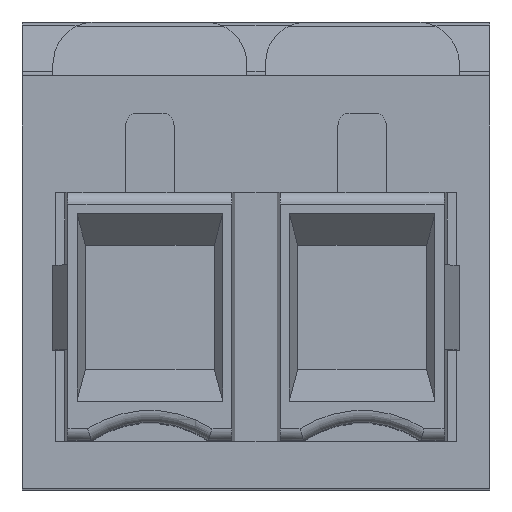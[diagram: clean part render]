
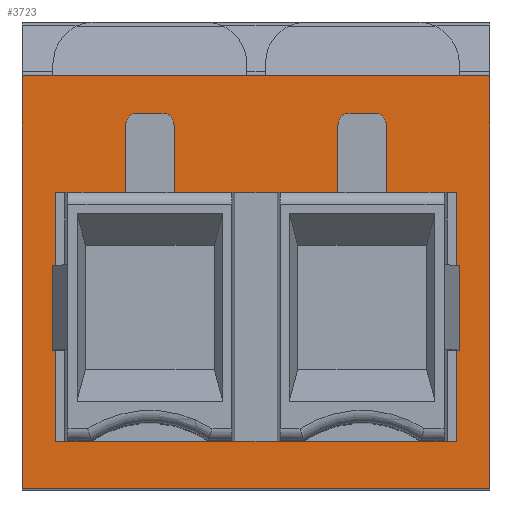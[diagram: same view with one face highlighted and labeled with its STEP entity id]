
A CAD part, top view. The second image highlights one B-rep face of the part: STEP entity #3723.
In plain terms, the highlighted planar face has unit normal (0, 0, 1).
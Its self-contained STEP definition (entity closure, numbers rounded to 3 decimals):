
#169=DIRECTION('',(0.,-1.,0.));
#170=VECTOR('',#169,6.8);
#171=CARTESIAN_POINT('',(-3.85,2.5,-6.8));
#172=LINE('',#171,#170);
#802=DIRECTION('',(0.,-1.,0.));
#803=VECTOR('',#802,6.8);
#804=CARTESIAN_POINT('',(3.85,2.5,-6.8));
#805=LINE('',#804,#803);
#840=DIRECTION('',(1.,0.,0.));
#841=VECTOR('',#840,7.7);
#842=CARTESIAN_POINT('',(-3.85,-4.3,-6.8));
#843=LINE('',#842,#841);
#844=DIRECTION('',(1.,0.,0.));
#845=VECTOR('',#844,7.7);
#846=CARTESIAN_POINT('',(-3.85,2.5,-6.8));
#847=LINE('',#846,#845);
#848=DIRECTION('',(0.,-1.,0.));
#849=VECTOR('',#848,4.1);
#850=CARTESIAN_POINT('',(-3.3,0.575,-6.8));
#851=LINE('',#850,#849);
#852=DIRECTION('',(1.,0.,0.));
#853=VECTOR('',#852,6.6);
#854=CARTESIAN_POINT('',(-3.3,-3.525,-6.8));
#855=LINE('',#854,#853);
#856=DIRECTION('',(0.,1.,0.));
#857=VECTOR('',#856,4.1);
#858=CARTESIAN_POINT('',(3.3,-3.525,-6.8));
#859=LINE('',#858,#857);
#860=DIRECTION('',(-1.,0.,0.));
#861=VECTOR('',#860,6.6);
#862=CARTESIAN_POINT('',(3.3,0.575,-6.8));
#863=LINE('',#862,#861);
#2220=CARTESIAN_POINT('',(-3.85,2.5,-6.8));
#2221=CARTESIAN_POINT('',(-3.85,-4.3,-6.8));
#2222=VERTEX_POINT('',#2220);
#2223=VERTEX_POINT('',#2221);
#2224=CARTESIAN_POINT('',(3.85,2.5,-6.8));
#2225=CARTESIAN_POINT('',(3.85,-4.3,-6.8));
#2226=VERTEX_POINT('',#2224);
#2227=VERTEX_POINT('',#2225);
#2228=CARTESIAN_POINT('',(-3.3,0.575,-6.8));
#2229=CARTESIAN_POINT('',(-3.3,-3.525,-6.8));
#2230=VERTEX_POINT('',#2228);
#2231=VERTEX_POINT('',#2229);
#2232=CARTESIAN_POINT('',(3.3,-3.525,-6.8));
#2233=VERTEX_POINT('',#2232);
#2234=CARTESIAN_POINT('',(3.3,0.575,-6.8));
#2235=VERTEX_POINT('',#2234);
#3701=CARTESIAN_POINT('',(-3.85,2.5,-6.8));
#3702=DIRECTION('',(0.,0.,1.));
#3703=DIRECTION('',(0.,-1.,0.));
#3704=AXIS2_PLACEMENT_3D('',#3701,#3702,#3703);
#3705=PLANE('',#3704);
#3706=ORIENTED_EDGE('',*,*,#2834,.F.);
#3708=ORIENTED_EDGE('',*,*,#3707,.T.);
#3709=ORIENTED_EDGE('',*,*,#3655,.T.);
#3710=ORIENTED_EDGE('',*,*,#3695,.F.);
#3711=EDGE_LOOP('',(#3706,#3708,#3709,#3710));
#3712=FACE_OUTER_BOUND('',#3711,.F.);
#3714=ORIENTED_EDGE('',*,*,#3713,.T.);
#3716=ORIENTED_EDGE('',*,*,#3715,.T.);
#3718=ORIENTED_EDGE('',*,*,#3717,.T.);
#3720=ORIENTED_EDGE('',*,*,#3719,.T.);
#3721=EDGE_LOOP('',(#3714,#3716,#3718,#3720));
#3722=FACE_BOUND('',#3721,.F.);
#2834=EDGE_CURVE('',#2222,#2223,#172,.T.);
#3655=EDGE_CURVE('',#2226,#2227,#805,.T.);
#3695=EDGE_CURVE('',#2223,#2227,#843,.T.);
#3707=EDGE_CURVE('',#2222,#2226,#847,.T.);
#3713=EDGE_CURVE('',#2230,#2231,#851,.T.);
#3715=EDGE_CURVE('',#2231,#2233,#855,.T.);
#3717=EDGE_CURVE('',#2233,#2235,#859,.T.);
#3719=EDGE_CURVE('',#2235,#2230,#863,.T.);
#3723=ADVANCED_FACE('',(#3712,#3722),#3705,.T.);
